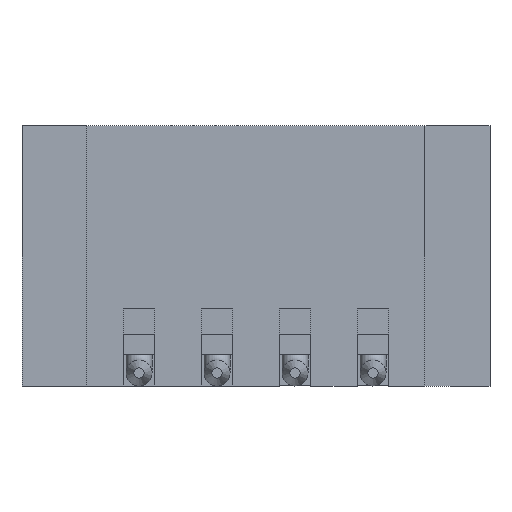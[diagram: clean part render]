
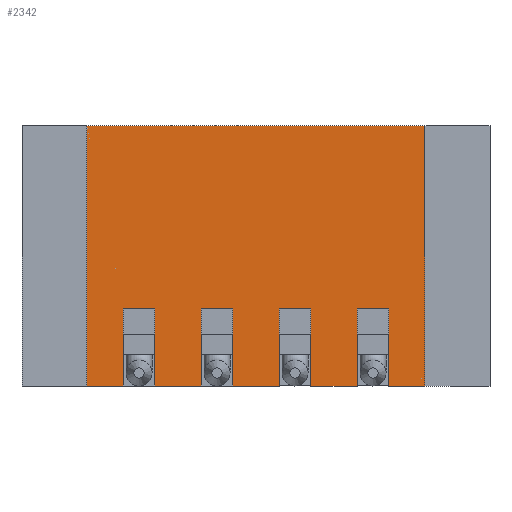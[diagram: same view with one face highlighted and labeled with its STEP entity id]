
A CAD part, front view. The second image highlights one B-rep face of the part: STEP entity #2342.
In plain terms, the highlighted planar face has unit normal (0, -1, 0).
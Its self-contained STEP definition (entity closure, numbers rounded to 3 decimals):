
#1356 = VERTEX_POINT('',#1357);
#1357 = CARTESIAN_POINT('',(3.25,-1.75,5.));
#1363 = EDGE_CURVE('',#1356,#1364,#1366,.T.);
#1364 = VERTEX_POINT('',#1365);
#1365 = CARTESIAN_POINT('',(-3.25,-1.75,5.));
#1366 = LINE('',#1367,#1368);
#1367 = CARTESIAN_POINT('',(3.25,-1.75,5.));
#1368 = VECTOR('',#1369,1.);
#1369 = DIRECTION('',(-1.,0.,0.));
#2065 = VERTEX_POINT('',#2066);
#2066 = CARTESIAN_POINT('',(3.25,-1.75,0.));
#2072 = EDGE_CURVE('',#1356,#2065,#2073,.T.);
#2073 = LINE('',#2074,#2075);
#2074 = CARTESIAN_POINT('',(3.25,-1.75,5.));
#2075 = VECTOR('',#2076,1.);
#2076 = DIRECTION('',(-0.,-0.,-1.));
#2323 = EDGE_CURVE('',#1364,#2324,#2326,.T.);
#2324 = VERTEX_POINT('',#2325);
#2325 = CARTESIAN_POINT('',(-3.25,-1.75,0.));
#2326 = LINE('',#2327,#2328);
#2327 = CARTESIAN_POINT('',(-3.25,-1.75,5.));
#2328 = VECTOR('',#2329,1.);
#2329 = DIRECTION('',(-0.,-0.,-1.));
#2342 = ADVANCED_FACE('',(#2343),#2482,.F.);
#2343 = FACE_BOUND('',#2344,.F.);
#2344 = EDGE_LOOP('',(#2345,#2346,#2347,#2355,#2363,#2371,#2379,#2387,
    #2395,#2403,#2411,#2419,#2427,#2435,#2443,#2451,#2459,#2467,#2475,
    #2481));
#2345 = ORIENTED_EDGE('',*,*,#1363,.F.);
#2346 = ORIENTED_EDGE('',*,*,#2072,.T.);
#2347 = ORIENTED_EDGE('',*,*,#2348,.F.);
#2348 = EDGE_CURVE('',#2349,#2065,#2351,.T.);
#2349 = VERTEX_POINT('',#2350);
#2350 = CARTESIAN_POINT('',(2.55,-1.75,0.));
#2351 = LINE('',#2352,#2353);
#2352 = CARTESIAN_POINT('',(1.625,-1.75,0.));
#2353 = VECTOR('',#2354,1.);
#2354 = DIRECTION('',(1.,0.,0.));
#2355 = ORIENTED_EDGE('',*,*,#2356,.T.);
#2356 = EDGE_CURVE('',#2349,#2357,#2359,.T.);
#2357 = VERTEX_POINT('',#2358);
#2358 = CARTESIAN_POINT('',(2.55,-1.75,1.5));
#2359 = LINE('',#2360,#2361);
#2360 = CARTESIAN_POINT('',(2.55,-1.75,3.25));
#2361 = VECTOR('',#2362,1.);
#2362 = DIRECTION('',(0.,0.,1.));
#2363 = ORIENTED_EDGE('',*,*,#2364,.T.);
#2364 = EDGE_CURVE('',#2357,#2365,#2367,.T.);
#2365 = VERTEX_POINT('',#2366);
#2366 = CARTESIAN_POINT('',(1.95,-1.75,1.5));
#2367 = LINE('',#2368,#2369);
#2368 = CARTESIAN_POINT('',(2.6,-1.75,1.5));
#2369 = VECTOR('',#2370,1.);
#2370 = DIRECTION('',(-1.,0.,0.));
#2371 = ORIENTED_EDGE('',*,*,#2372,.T.);
#2372 = EDGE_CURVE('',#2365,#2373,#2375,.T.);
#2373 = VERTEX_POINT('',#2374);
#2374 = CARTESIAN_POINT('',(1.95,-1.75,0.));
#2375 = LINE('',#2376,#2377);
#2376 = CARTESIAN_POINT('',(1.95,-1.75,2.5));
#2377 = VECTOR('',#2378,1.);
#2378 = DIRECTION('',(0.,0.,-1.));
#2379 = ORIENTED_EDGE('',*,*,#2380,.F.);
#2380 = EDGE_CURVE('',#2381,#2373,#2383,.T.);
#2381 = VERTEX_POINT('',#2382);
#2382 = CARTESIAN_POINT('',(1.05,-1.75,0.));
#2383 = LINE('',#2384,#2385);
#2384 = CARTESIAN_POINT('',(1.625,-1.75,0.));
#2385 = VECTOR('',#2386,1.);
#2386 = DIRECTION('',(1.,0.,0.));
#2387 = ORIENTED_EDGE('',*,*,#2388,.T.);
#2388 = EDGE_CURVE('',#2381,#2389,#2391,.T.);
#2389 = VERTEX_POINT('',#2390);
#2390 = CARTESIAN_POINT('',(1.05,-1.75,1.5));
#2391 = LINE('',#2392,#2393);
#2392 = CARTESIAN_POINT('',(1.05,-1.75,3.25));
#2393 = VECTOR('',#2394,1.);
#2394 = DIRECTION('',(0.,0.,1.));
#2395 = ORIENTED_EDGE('',*,*,#2396,.T.);
#2396 = EDGE_CURVE('',#2389,#2397,#2399,.T.);
#2397 = VERTEX_POINT('',#2398);
#2398 = CARTESIAN_POINT('',(0.45,-1.75,1.5));
#2399 = LINE('',#2400,#2401);
#2400 = CARTESIAN_POINT('',(1.85,-1.75,1.5));
#2401 = VECTOR('',#2402,1.);
#2402 = DIRECTION('',(-1.,0.,0.));
#2403 = ORIENTED_EDGE('',*,*,#2404,.T.);
#2404 = EDGE_CURVE('',#2397,#2405,#2407,.T.);
#2405 = VERTEX_POINT('',#2406);
#2406 = CARTESIAN_POINT('',(0.45,-1.75,0.));
#2407 = LINE('',#2408,#2409);
#2408 = CARTESIAN_POINT('',(0.45,-1.75,2.5));
#2409 = VECTOR('',#2410,1.);
#2410 = DIRECTION('',(0.,0.,-1.));
#2411 = ORIENTED_EDGE('',*,*,#2412,.F.);
#2412 = EDGE_CURVE('',#2413,#2405,#2415,.T.);
#2413 = VERTEX_POINT('',#2414);
#2414 = CARTESIAN_POINT('',(-0.45,-1.75,0.));
#2415 = LINE('',#2416,#2417);
#2416 = CARTESIAN_POINT('',(1.625,-1.75,0.));
#2417 = VECTOR('',#2418,1.);
#2418 = DIRECTION('',(1.,0.,0.));
#2419 = ORIENTED_EDGE('',*,*,#2420,.T.);
#2420 = EDGE_CURVE('',#2413,#2421,#2423,.T.);
#2421 = VERTEX_POINT('',#2422);
#2422 = CARTESIAN_POINT('',(-0.45,-1.75,1.5));
#2423 = LINE('',#2424,#2425);
#2424 = CARTESIAN_POINT('',(-0.45,-1.75,3.25));
#2425 = VECTOR('',#2426,1.);
#2426 = DIRECTION('',(0.,0.,1.));
#2427 = ORIENTED_EDGE('',*,*,#2428,.T.);
#2428 = EDGE_CURVE('',#2421,#2429,#2431,.T.);
#2429 = VERTEX_POINT('',#2430);
#2430 = CARTESIAN_POINT('',(-1.05,-1.75,1.5));
#2431 = LINE('',#2432,#2433);
#2432 = CARTESIAN_POINT('',(1.1,-1.75,1.5));
#2433 = VECTOR('',#2434,1.);
#2434 = DIRECTION('',(-1.,0.,0.));
#2435 = ORIENTED_EDGE('',*,*,#2436,.T.);
#2436 = EDGE_CURVE('',#2429,#2437,#2439,.T.);
#2437 = VERTEX_POINT('',#2438);
#2438 = CARTESIAN_POINT('',(-1.05,-1.75,0.));
#2439 = LINE('',#2440,#2441);
#2440 = CARTESIAN_POINT('',(-1.05,-1.75,2.5));
#2441 = VECTOR('',#2442,1.);
#2442 = DIRECTION('',(0.,0.,-1.));
#2443 = ORIENTED_EDGE('',*,*,#2444,.F.);
#2444 = EDGE_CURVE('',#2445,#2437,#2447,.T.);
#2445 = VERTEX_POINT('',#2446);
#2446 = CARTESIAN_POINT('',(-1.95,-1.75,0.));
#2447 = LINE('',#2448,#2449);
#2448 = CARTESIAN_POINT('',(1.625,-1.75,0.));
#2449 = VECTOR('',#2450,1.);
#2450 = DIRECTION('',(1.,0.,0.));
#2451 = ORIENTED_EDGE('',*,*,#2452,.T.);
#2452 = EDGE_CURVE('',#2445,#2453,#2455,.T.);
#2453 = VERTEX_POINT('',#2454);
#2454 = CARTESIAN_POINT('',(-1.95,-1.75,1.5));
#2455 = LINE('',#2456,#2457);
#2456 = CARTESIAN_POINT('',(-1.95,-1.75,3.25));
#2457 = VECTOR('',#2458,1.);
#2458 = DIRECTION('',(0.,0.,1.));
#2459 = ORIENTED_EDGE('',*,*,#2460,.T.);
#2460 = EDGE_CURVE('',#2453,#2461,#2463,.T.);
#2461 = VERTEX_POINT('',#2462);
#2462 = CARTESIAN_POINT('',(-2.55,-1.75,1.5));
#2463 = LINE('',#2464,#2465);
#2464 = CARTESIAN_POINT('',(0.35,-1.75,1.5));
#2465 = VECTOR('',#2466,1.);
#2466 = DIRECTION('',(-1.,0.,0.));
#2467 = ORIENTED_EDGE('',*,*,#2468,.T.);
#2468 = EDGE_CURVE('',#2461,#2469,#2471,.T.);
#2469 = VERTEX_POINT('',#2470);
#2470 = CARTESIAN_POINT('',(-2.55,-1.75,0.));
#2471 = LINE('',#2472,#2473);
#2472 = CARTESIAN_POINT('',(-2.55,-1.75,2.5));
#2473 = VECTOR('',#2474,1.);
#2474 = DIRECTION('',(0.,0.,-1.));
#2475 = ORIENTED_EDGE('',*,*,#2476,.F.);
#2476 = EDGE_CURVE('',#2324,#2469,#2477,.T.);
#2477 = LINE('',#2478,#2479);
#2478 = CARTESIAN_POINT('',(1.625,-1.75,0.));
#2479 = VECTOR('',#2480,1.);
#2480 = DIRECTION('',(1.,0.,0.));
#2481 = ORIENTED_EDGE('',*,*,#2323,.F.);
#2482 = PLANE('',#2483);
#2483 = AXIS2_PLACEMENT_3D('',#2484,#2485,#2486);
#2484 = CARTESIAN_POINT('',(3.25,-1.75,5.));
#2485 = DIRECTION('',(0.,1.,0.));
#2486 = DIRECTION('',(-1.,0.,0.));
